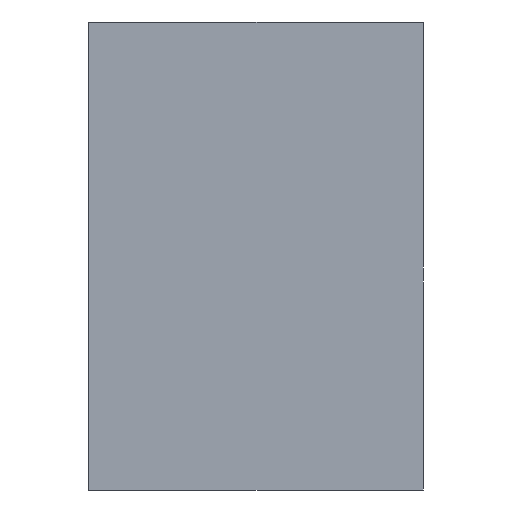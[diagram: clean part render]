
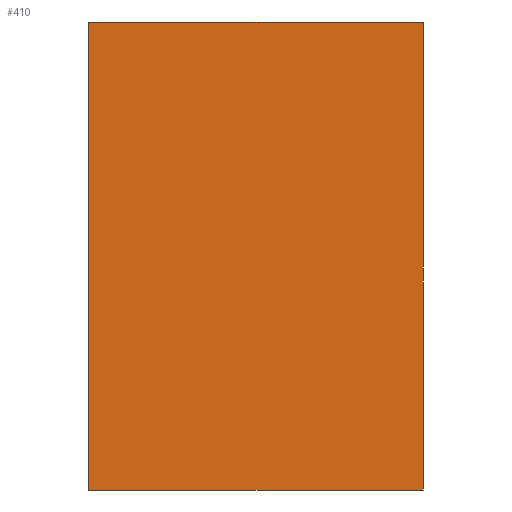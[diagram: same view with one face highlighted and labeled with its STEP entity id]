
A CAD part, left-side view. The second image highlights one B-rep face of the part: STEP entity #410.
In plain terms, the highlighted planar face has unit normal (1, 0, 0).
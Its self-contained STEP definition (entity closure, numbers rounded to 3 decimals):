
#358=CARTESIAN_POINT('Vertex',(26.5,-17.,0.)) ;
#361=CARTESIAN_POINT('Line Origine',(26.5,-8.5,0.)) ;
#365=CARTESIAN_POINT('Vertex',(26.5,0.,0.)) ;
#380=CARTESIAN_POINT('Axis2P3D Location',(26.5,0.,0.)) ;
#385=CARTESIAN_POINT('Line Origine',(26.5,-17.,-11.9)) ;
#389=CARTESIAN_POINT('Vertex',(26.5,-17.,-23.8)) ;
#392=CARTESIAN_POINT('Line Origine',(26.5,-8.5,-23.8)) ;
#396=CARTESIAN_POINT('Vertex',(26.5,0.,-23.8)) ;
#399=CARTESIAN_POINT('Line Origine',(26.5,0.,-11.9)) ;
#362=DIRECTION('Vector Direction',(0.,1.,0.)) ;
#381=DIRECTION('Axis2P3D Direction',(1.,0.,0.)) ;
#382=DIRECTION('Axis2P3D XDirection',(0.,1.,0.)) ;
#386=DIRECTION('Vector Direction',(0.,0.,-1.)) ;
#393=DIRECTION('Vector Direction',(0.,1.,0.)) ;
#400=DIRECTION('Vector Direction',(0.,0.,1.)) ;
#383=AXIS2_PLACEMENT_3D('Plane Axis2P3D',#380,#381,#382) ;
#405=ORIENTED_EDGE('',*,*,#391,.F.) ;
#406=ORIENTED_EDGE('',*,*,#398,.T.) ;
#407=ORIENTED_EDGE('',*,*,#403,.T.) ;
#408=ORIENTED_EDGE('',*,*,#367,.T.) ;
#363=VECTOR('Line Direction',#362,1.) ;
#387=VECTOR('Line Direction',#386,1.) ;
#394=VECTOR('Line Direction',#393,1.) ;
#401=VECTOR('Line Direction',#400,1.) ;
#410=ADVANCED_FACE('Assembler.1',(#409),#384,.T.) ;
#367=EDGE_CURVE('',#366,#359,#364,.F.) ;
#391=EDGE_CURVE('',#390,#359,#388,.F.) ;
#398=EDGE_CURVE('',#390,#397,#395,.T.) ;
#403=EDGE_CURVE('',#397,#366,#402,.T.) ;
#404=EDGE_LOOP('',(#405,#406,#407,#408)) ;
#409=FACE_OUTER_BOUND('',#404,.T.) ;
#364=LINE('Line',#361,#363) ;
#388=LINE('Line',#385,#387) ;
#395=LINE('Line',#392,#394) ;
#402=LINE('Line',#399,#401) ;
#384=PLANE('',#383) ;
#359=VERTEX_POINT('',#358) ;
#366=VERTEX_POINT('',#365) ;
#390=VERTEX_POINT('',#389) ;
#397=VERTEX_POINT('',#396) ;
